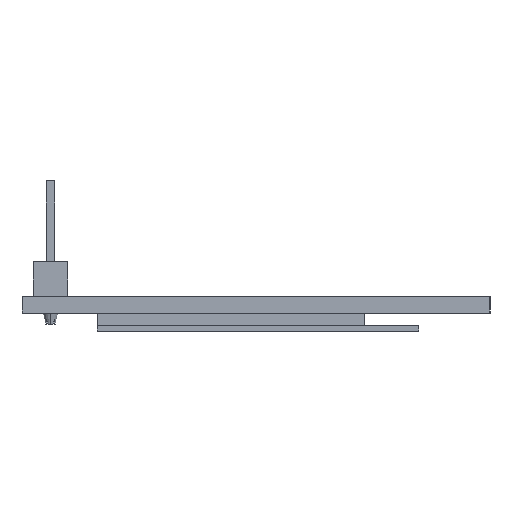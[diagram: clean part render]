
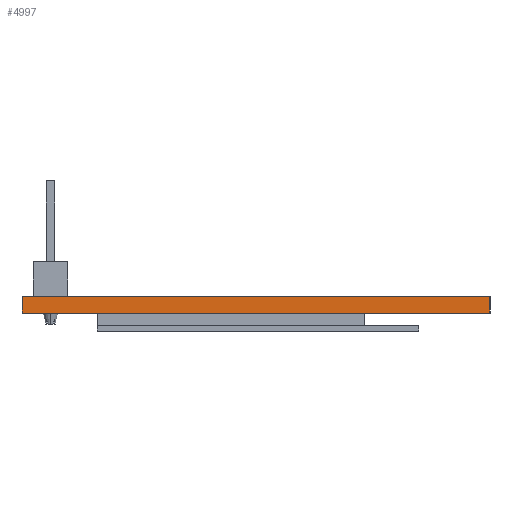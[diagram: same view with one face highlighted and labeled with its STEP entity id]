
A CAD part, left-side view. The second image highlights one B-rep face of the part: STEP entity #4997.
In plain terms, the highlighted planar face has unit normal (-1, 0, 0).
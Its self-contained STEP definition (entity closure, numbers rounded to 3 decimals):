
#28 = CARTESIAN_POINT ( 'NONE',  ( -17.825, 16.8, 0. ) ) ;
#35 = EDGE_CURVE ( 'NONE', #4395, #1488, #62, .T. ) ;
#62 = LINE ( 'NONE', #639, #3036 ) ;
#70 = CARTESIAN_POINT ( 'NONE',  ( -17.825, -7.8, 0. ) ) ;
#117 = EDGE_CURVE ( 'NONE', #1306, #1550, #2973, .T. ) ;
#131 = ORIENTED_EDGE ( 'NONE', *, *, #3711, .F. ) ;
#196 = DIRECTION ( 'NONE',  ( 0., -1., 0. ) ) ;
#264 = DIRECTION ( 'NONE',  ( 0., 0., -1. ) ) ;
#356 = DIRECTION ( 'NONE',  ( 0., -1., 0. ) ) ;
#452 = FACE_OUTER_BOUND ( 'NONE', #3228, .T. ) ;
#534 = VECTOR ( 'NONE', #1653, 1000. ) ;
#617 = CARTESIAN_POINT ( 'NONE',  ( -17.825, 16.8, 1.2 ) ) ;
#639 = CARTESIAN_POINT ( 'NONE',  ( -17.825, 16.8, 1.2 ) ) ;
#655 = VECTOR ( 'NONE', #196, 1000. ) ;
#692 = PLANE ( 'NONE',  #4943 ) ;
#791 = LINE ( 'NONE', #3977, #534 ) ;
#1019 = DIRECTION ( 'NONE',  ( 0., 0., -1. ) ) ;
#1110 = CARTESIAN_POINT ( 'NONE',  ( -17.825, 16.8, 0. ) ) ;
#1306 = VERTEX_POINT ( 'NONE', #2256 ) ;
#1488 = VERTEX_POINT ( 'NONE', #28 ) ;
#1519 = VECTOR ( 'NONE', #3289, 1000. ) ;
#1550 = VERTEX_POINT ( 'NONE', #70 ) ;
#1653 = DIRECTION ( 'NONE',  ( 0., 0., -1. ) ) ;
#1891 = DIRECTION ( 'NONE',  ( 1., 0., 0. ) ) ;
#2110 = EDGE_CURVE ( 'NONE', #4395, #2896, #2766, .T. ) ;
#2256 = CARTESIAN_POINT ( 'NONE',  ( -17.825, 11.4, 0. ) ) ;
#2766 = LINE ( 'NONE', #617, #1519 ) ;
#2896 = VERTEX_POINT ( 'NONE', #4113 ) ;
#2941 = LINE ( 'NONE', #4173, #3602 ) ;
#2973 = LINE ( 'NONE', #1110, #3988 ) ;
#3036 = VECTOR ( 'NONE', #1019, 1000. ) ;
#3166 = VERTEX_POINT ( 'NONE', #4299 ) ;
#3228 = EDGE_LOOP ( 'NONE', ( #3542, #3747, #3996, #131, #4327, #4746 ) ) ;
#3289 = DIRECTION ( 'NONE',  ( 0., -1., 0. ) ) ;
#3345 = DIRECTION ( 'NONE',  ( 0., -1., 0. ) ) ;
#3542 = ORIENTED_EDGE ( 'NONE', *, *, #4421, .T. ) ;
#3602 = VECTOR ( 'NONE', #3345, 1000. ) ;
#3711 = EDGE_CURVE ( 'NONE', #2896, #3166, #791, .T. ) ;
#3745 = CARTESIAN_POINT ( 'NONE',  ( -17.825, 16.8, 1.2 ) ) ;
#3747 = ORIENTED_EDGE ( 'NONE', *, *, #117, .T. ) ;
#3779 = CARTESIAN_POINT ( 'NONE',  ( -17.825, 16.8, 1.2 ) ) ;
#3812 = EDGE_CURVE ( 'NONE', #1550, #3166, #4521, .T. ) ;
#3977 = CARTESIAN_POINT ( 'NONE',  ( -17.825, -16.8, 1.2 ) ) ;
#3988 = VECTOR ( 'NONE', #356, 1000. ) ;
#3996 = ORIENTED_EDGE ( 'NONE', *, *, #3812, .T. ) ;
#4113 = CARTESIAN_POINT ( 'NONE',  ( -17.825, -16.8, 1.2 ) ) ;
#4173 = CARTESIAN_POINT ( 'NONE',  ( -17.825, 16.8, 0. ) ) ;
#4299 = CARTESIAN_POINT ( 'NONE',  ( -17.825, -16.8, 0. ) ) ;
#4327 = ORIENTED_EDGE ( 'NONE', *, *, #2110, .F. ) ;
#4395 = VERTEX_POINT ( 'NONE', #3745 ) ;
#4421 = EDGE_CURVE ( 'NONE', #1488, #1306, #2941, .T. ) ;
#4521 = LINE ( 'NONE', #4819, #655 ) ;
#4746 = ORIENTED_EDGE ( 'NONE', *, *, #35, .T. ) ;
#4819 = CARTESIAN_POINT ( 'NONE',  ( -17.825, 16.8, 0. ) ) ;
#4943 = AXIS2_PLACEMENT_3D ( 'NONE', #3779, #1891, #264 ) ;
#4997 = ADVANCED_FACE ( 'NONE', ( #452 ), #692, .F. ) ;
